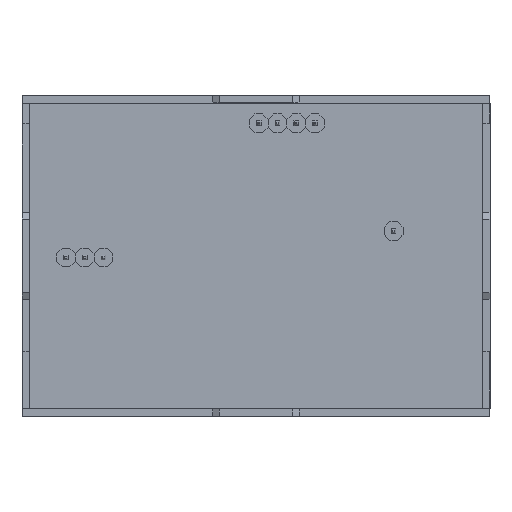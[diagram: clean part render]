
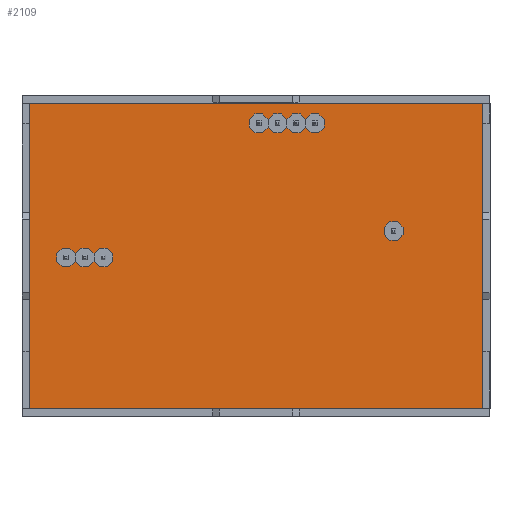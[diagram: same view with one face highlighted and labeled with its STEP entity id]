
A CAD part, top view. The second image highlights one B-rep face of the part: STEP entity #2109.
In plain terms, the highlighted planar face has unit normal (0, 0, 1).
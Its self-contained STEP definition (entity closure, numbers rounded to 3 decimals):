
#2109 = ADVANCED_FACE('',(#2110),#2144,.T.);
#2110 = FACE_BOUND('',#2111,.T.);
#2111 = EDGE_LOOP('',(#2112,#2122,#2130,#2138));
#2112 = ORIENTED_EDGE('',*,*,#2113,.T.);
#2113 = EDGE_CURVE('',#2114,#2116,#2118,.T.);
#2114 = VERTEX_POINT('',#2115);
#2115 = CARTESIAN_POINT('',(-30.75,20.75,12.));
#2116 = VERTEX_POINT('',#2117);
#2117 = CARTESIAN_POINT('',(-30.75,-20.75,12.));
#2118 = LINE('',#2119,#2120);
#2119 = CARTESIAN_POINT('',(-30.75,20.75,12.));
#2120 = VECTOR('',#2121,1.);
#2121 = DIRECTION('',(0.,-1.,0.));
#2122 = ORIENTED_EDGE('',*,*,#2123,.T.);
#2123 = EDGE_CURVE('',#2116,#2124,#2126,.T.);
#2124 = VERTEX_POINT('',#2125);
#2125 = CARTESIAN_POINT('',(30.75,-20.75,12.));
#2126 = LINE('',#2127,#2128);
#2127 = CARTESIAN_POINT('',(-30.75,-20.75,12.));
#2128 = VECTOR('',#2129,1.);
#2129 = DIRECTION('',(1.,0.,0.));
#2130 = ORIENTED_EDGE('',*,*,#2131,.F.);
#2131 = EDGE_CURVE('',#2132,#2124,#2134,.T.);
#2132 = VERTEX_POINT('',#2133);
#2133 = CARTESIAN_POINT('',(30.75,20.75,12.));
#2134 = LINE('',#2135,#2136);
#2135 = CARTESIAN_POINT('',(30.75,20.75,12.));
#2136 = VECTOR('',#2137,1.);
#2137 = DIRECTION('',(0.,-1.,0.));
#2138 = ORIENTED_EDGE('',*,*,#2139,.F.);
#2139 = EDGE_CURVE('',#2114,#2132,#2140,.T.);
#2140 = LINE('',#2141,#2142);
#2141 = CARTESIAN_POINT('',(-30.75,20.75,12.));
#2142 = VECTOR('',#2143,1.);
#2143 = DIRECTION('',(1.,0.,0.));
#2144 = PLANE('',#2145);
#2145 = AXIS2_PLACEMENT_3D('',#2146,#2147,#2148);
#2146 = CARTESIAN_POINT('',(-30.75,20.75,12.));
#2147 = DIRECTION('',(0.,0.,1.));
#2148 = DIRECTION('',(1.,0.,0.));
